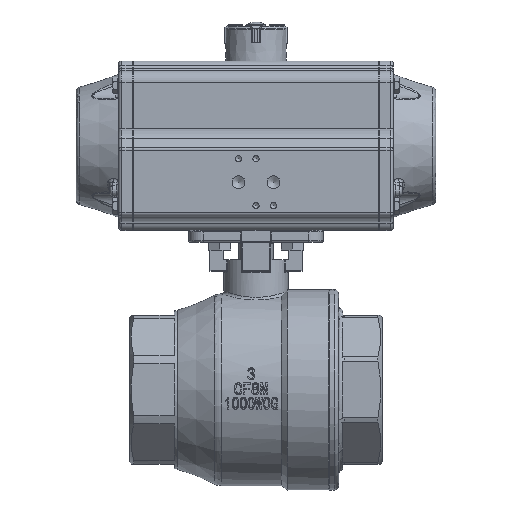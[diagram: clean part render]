
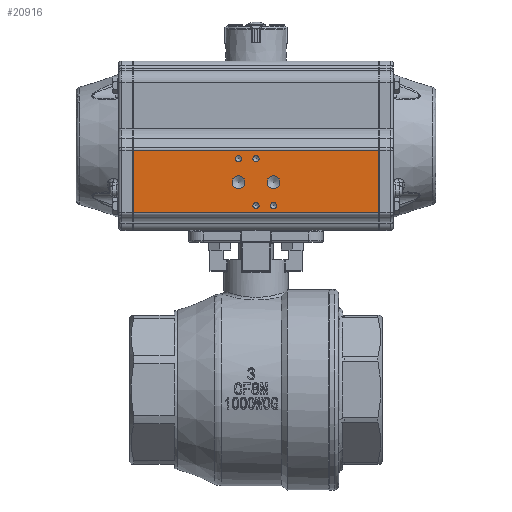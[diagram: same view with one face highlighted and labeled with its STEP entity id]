
A CAD part, top view. The second image highlights one B-rep face of the part: STEP entity #20916.
In plain terms, the highlighted face is planar.
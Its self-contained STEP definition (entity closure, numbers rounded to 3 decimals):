
#615=PLANE('',#22929);
#2113=LINE('',#39163,#3375);
#2114=LINE('',#39167,#3376);
#2115=LINE('',#39169,#3377);
#2116=LINE('',#39171,#3378);
#3375=VECTOR('',#26736,1000.);
#3376=VECTOR('',#26741,1000.);
#3377=VECTOR('',#26742,1000.);
#3378=VECTOR('',#26743,1000.);
#7132=ORIENTED_EDGE('',*,*,#12150,.F.);
#7133=ORIENTED_EDGE('',*,*,#12152,.T.);
#7134=ORIENTED_EDGE('',*,*,#12153,.T.);
#7135=ORIENTED_EDGE('',*,*,#12154,.T.);
#7136=ORIENTED_EDGE('',*,*,#11407,.F.);
#7137=ORIENTED_EDGE('',*,*,#11405,.F.);
#7138=ORIENTED_EDGE('',*,*,#11403,.F.);
#7139=ORIENTED_EDGE('',*,*,#11401,.F.);
#7140=ORIENTED_EDGE('',*,*,#11399,.F.);
#7141=ORIENTED_EDGE('',*,*,#11397,.F.);
#11397=EDGE_CURVE('',#14305,#14305,#16247,.T.);
#11399=EDGE_CURVE('',#14308,#14308,#16249,.T.);
#11401=EDGE_CURVE('',#14311,#14311,#16251,.T.);
#11403=EDGE_CURVE('',#14314,#14314,#16253,.T.);
#11405=EDGE_CURVE('',#14317,#14317,#16255,.T.);
#11407=EDGE_CURVE('',#14320,#14320,#16257,.T.);
#12150=EDGE_CURVE('',#14826,#14827,#2113,.T.);
#12152=EDGE_CURVE('',#14826,#14828,#2114,.T.);
#12153=EDGE_CURVE('',#14828,#14829,#2115,.T.);
#12154=EDGE_CURVE('',#14829,#14827,#2116,.T.);
#14305=VERTEX_POINT('',#32858);
#14308=VERTEX_POINT('',#32865);
#14311=VERTEX_POINT('',#32872);
#14314=VERTEX_POINT('',#32879);
#14317=VERTEX_POINT('',#32886);
#14320=VERTEX_POINT('',#32893);
#14826=VERTEX_POINT('',#39162);
#14827=VERTEX_POINT('',#39164);
#14828=VERTEX_POINT('',#39168);
#14829=VERTEX_POINT('',#39170);
#16247=CIRCLE('',#22300,2.1);
#16249=CIRCLE('',#22304,2.1);
#16251=CIRCLE('',#22308,2.1);
#16253=CIRCLE('',#22312,2.1);
#16255=CIRCLE('',#22316,4.4);
#16257=CIRCLE('',#22320,4.4);
#17789=EDGE_LOOP('',(#7132,#7133,#7134,#7135));
#17790=EDGE_LOOP('',(#7136));
#17791=EDGE_LOOP('',(#7137));
#17792=EDGE_LOOP('',(#7138));
#17793=EDGE_LOOP('',(#7139));
#17794=EDGE_LOOP('',(#7140));
#17795=EDGE_LOOP('',(#7141));
#19354=FACE_BOUND('',#17789,.T.);
#19355=FACE_BOUND('',#17790,.T.);
#19356=FACE_BOUND('',#17791,.T.);
#19357=FACE_BOUND('',#17792,.T.);
#19358=FACE_BOUND('',#17793,.T.);
#19359=FACE_BOUND('',#17794,.T.);
#19360=FACE_BOUND('',#17795,.T.);
#20916=ADVANCED_FACE('',(#19354,#19355,#19356,#19357,#19358,#19359,#19360),
#615,.F.);
#22300=AXIS2_PLACEMENT_3D('',#32857,#25248,#25249);
#22304=AXIS2_PLACEMENT_3D('',#32864,#25256,#25257);
#22308=AXIS2_PLACEMENT_3D('',#32871,#25264,#25265);
#22312=AXIS2_PLACEMENT_3D('',#32878,#25272,#25273);
#22316=AXIS2_PLACEMENT_3D('',#32885,#25280,#25281);
#22320=AXIS2_PLACEMENT_3D('',#32892,#25288,#25289);
#22929=AXIS2_PLACEMENT_3D('',#39166,#26739,#26740);
#25248=DIRECTION('',(-1.,0.,0.));
#25249=DIRECTION('',(0.,0.,1.));
#25256=DIRECTION('',(-1.,0.,0.));
#25257=DIRECTION('',(0.,0.,1.));
#25264=DIRECTION('',(-1.,0.,0.));
#25265=DIRECTION('',(0.,0.,1.));
#25272=DIRECTION('',(-1.,0.,0.));
#25273=DIRECTION('',(0.,0.,1.));
#25280=DIRECTION('',(-1.,0.,0.));
#25281=DIRECTION('',(0.,0.,1.));
#25288=DIRECTION('',(-1.,0.,0.));
#25289=DIRECTION('',(0.,0.,1.));
#26736=DIRECTION('',(0.,0.,-1.));
#26739=DIRECTION('',(1.,0.,0.));
#26740=DIRECTION('',(0.,1.,0.));
#26741=DIRECTION('',(0.,1.,0.));
#26742=DIRECTION('',(0.,0.,-1.));
#26743=DIRECTION('',(0.,-1.,0.));
#32857=CARTESIAN_POINT('',(-58.5,-41.,12.));
#32858=CARTESIAN_POINT('',(-58.5,-41.,14.1));
#32864=CARTESIAN_POINT('',(-58.5,-41.,0.));
#32865=CARTESIAN_POINT('',(-58.5,-41.,2.1));
#32871=CARTESIAN_POINT('',(-58.5,-9.,0.));
#32872=CARTESIAN_POINT('',(-58.5,-9.,2.1));
#32878=CARTESIAN_POINT('',(-58.5,-9.,-12.));
#32879=CARTESIAN_POINT('',(-58.5,-9.,-9.9));
#32885=CARTESIAN_POINT('',(-58.5,-25.,-12.));
#32886=CARTESIAN_POINT('',(-58.5,-25.,-7.6));
#32892=CARTESIAN_POINT('',(-58.5,-25.,12.));
#32893=CARTESIAN_POINT('',(-58.5,-25.,16.4));
#39162=CARTESIAN_POINT('',(-58.5,-46.,84.));
#39163=CARTESIAN_POINT('',(-58.5,-46.,84.5));
#39164=CARTESIAN_POINT('',(-58.5,-46.,-84.));
#39166=CARTESIAN_POINT('',(-58.5,-3.052,84.5));
#39167=CARTESIAN_POINT('',(-58.5,-3.052,84.));
#39168=CARTESIAN_POINT('',(-58.5,-3.052,84.));
#39169=CARTESIAN_POINT('',(-58.5,-3.052,84.5));
#39170=CARTESIAN_POINT('',(-58.5,-3.052,-84.));
#39171=CARTESIAN_POINT('',(-58.5,-3.052,-84.));
